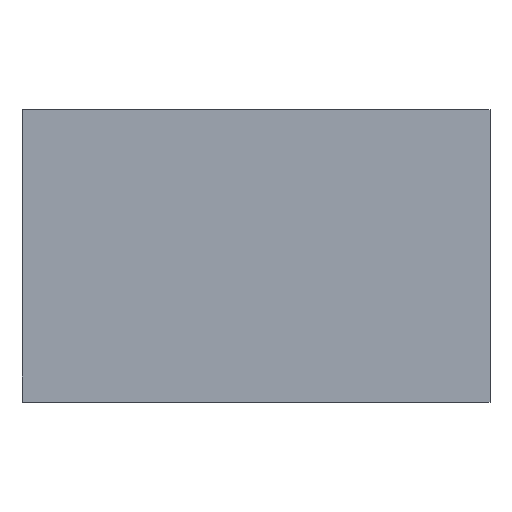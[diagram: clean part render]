
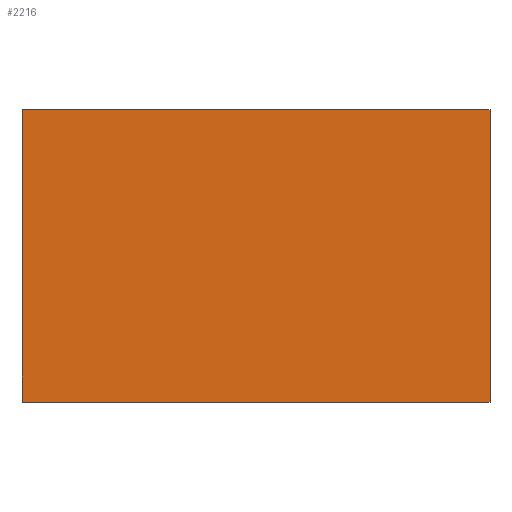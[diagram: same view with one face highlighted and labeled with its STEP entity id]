
A CAD part, top view. The second image highlights one B-rep face of the part: STEP entity #2216.
In plain terms, the highlighted planar face has unit normal (0, 0, 1).
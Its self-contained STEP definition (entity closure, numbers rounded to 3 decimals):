
#12 = CARTESIAN_POINT ( 'NONE',  ( 1., 0.625, 0.45 ) ) ;
#46 = EDGE_CURVE ( 'NONE', #2034, #3602, #3542, .T. ) ;
#211 = CARTESIAN_POINT ( 'NONE',  ( -1., 0.625, 0.45 ) ) ;
#268 = EDGE_CURVE ( 'NONE', #1143, #2034, #3678, .T. ) ;
#609 = VECTOR ( 'NONE', #2405, 1000. ) ;
#684 = CARTESIAN_POINT ( 'NONE',  ( -1., -0.625, 0.45 ) ) ;
#736 = VECTOR ( 'NONE', #3236, 1000. ) ;
#1113 = CARTESIAN_POINT ( 'NONE',  ( 1., -0.625, 0.45 ) ) ;
#1143 = VERTEX_POINT ( 'NONE', #1603 ) ;
#1446 = DIRECTION ( 'NONE',  ( 1., 0., 0. ) ) ;
#1568 = CARTESIAN_POINT ( 'NONE',  ( -1., 0.625, 0.45 ) ) ;
#1603 = CARTESIAN_POINT ( 'NONE',  ( 1., -0.625, 0.45 ) ) ;
#1636 = DIRECTION ( 'NONE',  ( 0., -1., 0. ) ) ;
#1681 = ORIENTED_EDGE ( 'NONE', *, *, #2472, .F. ) ;
#1774 = AXIS2_PLACEMENT_3D ( 'NONE', #1568, #4119, #3788 ) ;
#1778 = PLANE ( 'NONE',  #1774 ) ;
#1864 = CARTESIAN_POINT ( 'NONE',  ( 1., 0.625, 0.45 ) ) ;
#2034 = VERTEX_POINT ( 'NONE', #3961 ) ;
#2111 = LINE ( 'NONE', #4013, #2512 ) ;
#2132 = LINE ( 'NONE', #12, #2306 ) ;
#2216 = ADVANCED_FACE ( 'NONE', ( #2417 ), #1778, .T. ) ;
#2228 = ORIENTED_EDGE ( 'NONE', *, *, #268, .F. ) ;
#2306 = VECTOR ( 'NONE', #1636, 1000. ) ;
#2405 = DIRECTION ( 'NONE',  ( -1., 0., 0. ) ) ;
#2417 = FACE_OUTER_BOUND ( 'NONE', #4000, .T. ) ;
#2472 = EDGE_CURVE ( 'NONE', #3602, #3908, #2111, .T. ) ;
#2512 = VECTOR ( 'NONE', #1446, 1000. ) ;
#3138 = ORIENTED_EDGE ( 'NONE', *, *, #46, .F. ) ;
#3236 = DIRECTION ( 'NONE',  ( 0., 1., 0. ) ) ;
#3269 = EDGE_CURVE ( 'NONE', #3908, #1143, #2132, .T. ) ;
#3427 = ORIENTED_EDGE ( 'NONE', *, *, #3269, .F. ) ;
#3542 = LINE ( 'NONE', #684, #736 ) ;
#3602 = VERTEX_POINT ( 'NONE', #211 ) ;
#3678 = LINE ( 'NONE', #1113, #609 ) ;
#3788 = DIRECTION ( 'NONE',  ( 1., 0., 0. ) ) ;
#3908 = VERTEX_POINT ( 'NONE', #1864 ) ;
#3961 = CARTESIAN_POINT ( 'NONE',  ( -1., -0.625, 0.45 ) ) ;
#4000 = EDGE_LOOP ( 'NONE', ( #3427, #1681, #3138, #2228 ) ) ;
#4013 = CARTESIAN_POINT ( 'NONE',  ( -1., 0.625, 0.45 ) ) ;
#4119 = DIRECTION ( 'NONE',  ( 0., 0., 1. ) ) ;
